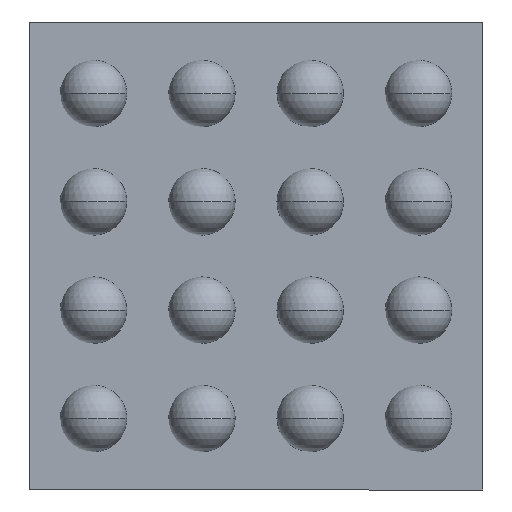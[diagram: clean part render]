
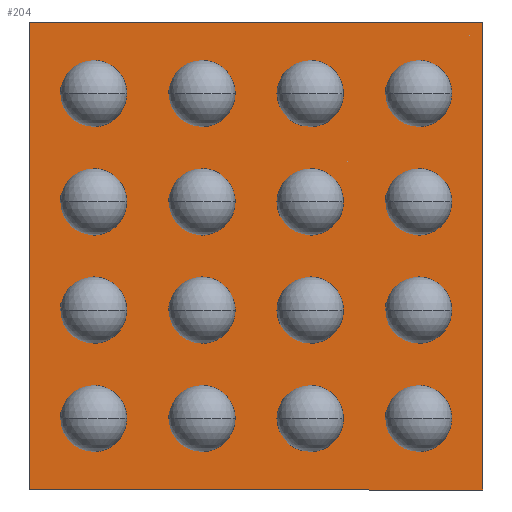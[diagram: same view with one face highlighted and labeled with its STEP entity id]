
A CAD part, front view. The second image highlights one B-rep face of the part: STEP entity #204.
In plain terms, the highlighted planar face has unit normal (0, -1, 0).
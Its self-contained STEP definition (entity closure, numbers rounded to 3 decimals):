
#48 = CARTESIAN_POINT ( 'NONE',  ( -0.732, 0.18, 0.756 ) ) ;
#88 = DIRECTION ( 'NONE',  ( 0., 1., 0. ) ) ;
#204 = ADVANCED_FACE ( 'NONE', ( #445 ), #852, .F. ) ;
#208 = CARTESIAN_POINT ( 'NONE',  ( 0., 0.18, 0. ) ) ;
#239 = DIRECTION ( 'NONE',  ( 0., 0., 1. ) ) ;
#247 = LINE ( 'NONE', #1642, #902 ) ;
#259 = DIRECTION ( 'NONE',  ( 1., 0., 0. ) ) ;
#284 = VECTOR ( 'NONE', #259, 1000. ) ;
#297 = DIRECTION ( 'NONE',  ( 0., 0., -1. ) ) ;
#326 = CARTESIAN_POINT ( 'NONE',  ( 0.732, 0.18, -0.756 ) ) ;
#380 = CARTESIAN_POINT ( 'NONE',  ( 0.732, 0.18, 0.756 ) ) ;
#404 = VERTEX_POINT ( 'NONE', #326 ) ;
#412 = ORIENTED_EDGE ( 'NONE', *, *, #639, .T. ) ;
#445 = FACE_OUTER_BOUND ( 'NONE', #820, .T. ) ;
#455 = ORIENTED_EDGE ( 'NONE', *, *, #563, .T. ) ;
#488 = CARTESIAN_POINT ( 'NONE',  ( -0.732, 0.18, 0.756 ) ) ;
#552 = VECTOR ( 'NONE', #926, 1000. ) ;
#560 = VERTEX_POINT ( 'NONE', #618 ) ;
#563 = EDGE_CURVE ( 'NONE', #404, #1525, #247, .T. ) ;
#618 = CARTESIAN_POINT ( 'NONE',  ( -0.732, 0.18, -0.756 ) ) ;
#626 = LINE ( 'NONE', #900, #284 ) ;
#639 = EDGE_CURVE ( 'NONE', #1483, #560, #1031, .T. ) ;
#764 = ORIENTED_EDGE ( 'NONE', *, *, #895, .T. ) ;
#820 = EDGE_LOOP ( 'NONE', ( #412, #1266, #455, #764 ) ) ;
#852 = PLANE ( 'NONE',  #1370 ) ;
#895 = EDGE_CURVE ( 'NONE', #1525, #1483, #1019, .T. ) ;
#900 = CARTESIAN_POINT ( 'NONE',  ( 0.732, 0.18, -0.756 ) ) ;
#902 = VECTOR ( 'NONE', #239, 1000. ) ;
#926 = DIRECTION ( 'NONE',  ( -1., 0., 0. ) ) ;
#1019 = LINE ( 'NONE', #1633, #552 ) ;
#1031 = LINE ( 'NONE', #48, #1537 ) ;
#1105 = DIRECTION ( 'NONE',  ( 0., 0., 1. ) ) ;
#1224 = EDGE_CURVE ( 'NONE', #560, #404, #626, .T. ) ;
#1266 = ORIENTED_EDGE ( 'NONE', *, *, #1224, .T. ) ;
#1370 = AXIS2_PLACEMENT_3D ( 'NONE', #208, #88, #1105 ) ;
#1483 = VERTEX_POINT ( 'NONE', #488 ) ;
#1525 = VERTEX_POINT ( 'NONE', #380 ) ;
#1537 = VECTOR ( 'NONE', #297, 1000. ) ;
#1633 = CARTESIAN_POINT ( 'NONE',  ( 0.732, 0.18, 0.756 ) ) ;
#1642 = CARTESIAN_POINT ( 'NONE',  ( 0.732, 0.18, 0.756 ) ) ;
